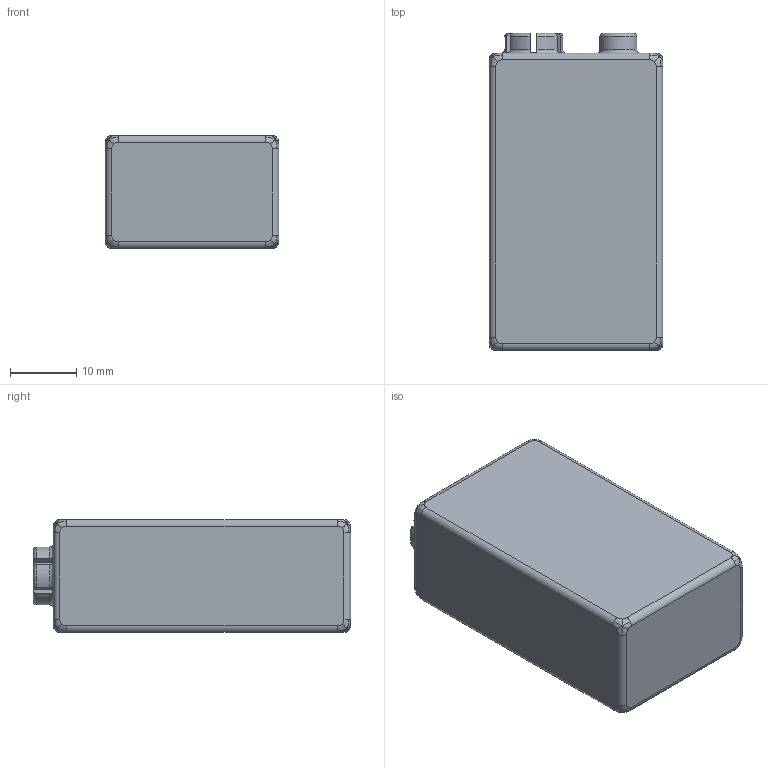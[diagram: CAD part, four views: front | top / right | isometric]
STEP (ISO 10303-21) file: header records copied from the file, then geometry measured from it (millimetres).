
FILE_DESCRIPTION(/* description */ (''),/* implementation_level */ '2;1');
FILE_NAME(/* name */ '9V battery v3.step',/* time_stamp */ '2021-04-04T17:34:06+01:00',/* author */ (''),/* organization */ (''),/* preprocessor_version */ 'ST-DEVELOPER v18.1',/* originating_system */ 'Autodesk Translation Framework v9.10.0.1330',/* authorisation */ '');
FILE_SCHEMA (('AUTOMOTIVE_DESIGN { 1 0 10303 214 3 1 1 }'));
Length unit declared in the file: millimetre
Products named in the file (2): 9V battery; Component1
Assembly tree (1 placements, depth 2):
  9V battery
    Component1
Bounding box: 26.2 x 47.9 x 17.05 mm (x, y, z)
Volume: 20080.9 mm3; surface area: 4844.1 mm2
Topology: 1 solids, 1 shells, 111 faces, 294 edges, 188 vertices
Faces by surface type: bspline 48, plane 33, cylinder 21, torus 9
Full cylindrical faces by diameter (mm): 4.05 x1, 5.6 x1, 6.37 x1
Entity records: 5428 total; most frequent: CARTESIAN_POINT 2708, ORIENTED_EDGE 588, DIRECTION 501, EDGE_CURVE 294, AXIS2_PLACEMENT_3D 213, VERTEX_POINT 188, CIRCLE 147, EDGE_LOOP 114
